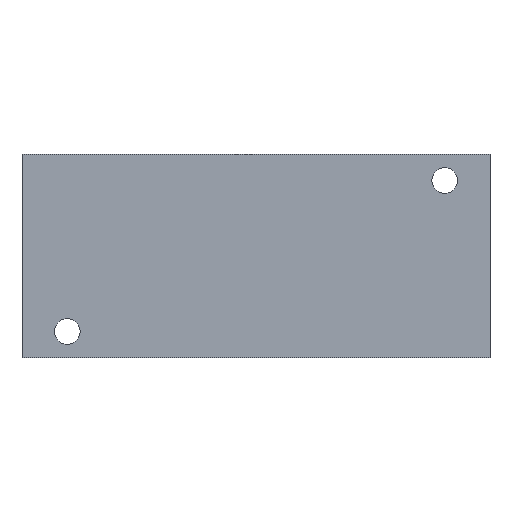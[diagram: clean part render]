
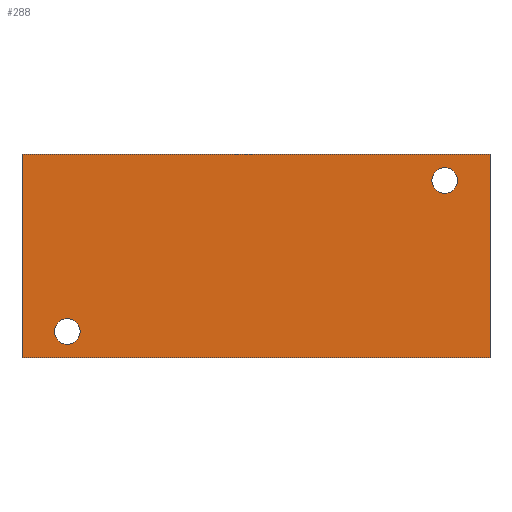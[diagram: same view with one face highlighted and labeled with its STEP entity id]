
A CAD part, front view. The second image highlights one B-rep face of the part: STEP entity #288.
In plain terms, the highlighted planar face has unit normal (0, -1, 0).
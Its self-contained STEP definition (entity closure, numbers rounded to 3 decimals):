
#4 = FACE_BOUND ( 'NONE', #86, .T. ) ;
#6 = ORIENTED_EDGE ( 'NONE', *, *, #218, .T. ) ;
#9 = CARTESIAN_POINT ( 'NONE',  ( 0., 0., 0. ) ) ;
#13 = CARTESIAN_POINT ( 'NONE',  ( 0., 0., -27. ) ) ;
#15 = CARTESIAN_POINT ( 'NONE',  ( 6., 0., -21.8 ) ) ;
#31 = VERTEX_POINT ( 'NONE', #88 ) ;
#35 = ORIENTED_EDGE ( 'NONE', *, *, #79, .T. ) ;
#38 = FACE_BOUND ( 'NONE', #84, .T. ) ;
#39 = ORIENTED_EDGE ( 'NONE', *, *, #214, .F. ) ;
#40 = DIRECTION ( 'NONE',  ( 0., 0., -1. ) ) ;
#51 = CARTESIAN_POINT ( 'NONE',  ( 0., 0., 0. ) ) ;
#55 = CARTESIAN_POINT ( 'NONE',  ( 56., 0., -5.2 ) ) ;
#57 = VECTOR ( 'NONE', #275, 1000. ) ;
#58 = CARTESIAN_POINT ( 'NONE',  ( 56., 0., -3.5 ) ) ;
#65 = CIRCLE ( 'NONE', #236, 1.7 ) ;
#68 = ORIENTED_EDGE ( 'NONE', *, *, #164, .F. ) ;
#79 = EDGE_CURVE ( 'NONE', #171, #143, #65, .T. ) ;
#84 = EDGE_LOOP ( 'NONE', ( #253, #35 ) ) ;
#85 = FACE_OUTER_BOUND ( 'NONE', #328, .T. ) ;
#86 = EDGE_LOOP ( 'NONE', ( #96, #6 ) ) ;
#88 = CARTESIAN_POINT ( 'NONE',  ( 0., 0., 0. ) ) ;
#96 = ORIENTED_EDGE ( 'NONE', *, *, #337, .T. ) ;
#98 = DIRECTION ( 'NONE',  ( 0., 1., 0. ) ) ;
#99 = EDGE_CURVE ( 'NONE', #143, #171, #336, .T. ) ;
#100 = DIRECTION ( 'NONE',  ( 0., 0., 1. ) ) ;
#103 = LINE ( 'NONE', #110, #239 ) ;
#104 = EDGE_CURVE ( 'NONE', #152, #31, #103, .T. ) ;
#106 = DIRECTION ( 'NONE',  ( 0., 0., 1. ) ) ;
#110 = CARTESIAN_POINT ( 'NONE',  ( 0., 0., 0. ) ) ;
#119 = CIRCLE ( 'NONE', #163, 1.7 ) ;
#120 = DIRECTION ( 'NONE',  ( -1., 0., 0. ) ) ;
#123 = LINE ( 'NONE', #51, #138 ) ;
#128 = VECTOR ( 'NONE', #120, 1000. ) ;
#129 = DIRECTION ( 'NONE',  ( 0., 0., 1. ) ) ;
#130 = DIRECTION ( 'NONE',  ( 0., 0., 1. ) ) ;
#138 = VECTOR ( 'NONE', #305, 1000. ) ;
#140 = VERTEX_POINT ( 'NONE', #184 ) ;
#143 = VERTEX_POINT ( 'NONE', #55 ) ;
#152 = VERTEX_POINT ( 'NONE', #159 ) ;
#157 = DIRECTION ( 'NONE',  ( 0., 1., 0. ) ) ;
#159 = CARTESIAN_POINT ( 'NONE',  ( 0., 0., -27. ) ) ;
#163 = AXIS2_PLACEMENT_3D ( 'NONE', #278, #98, #130 ) ;
#164 = EDGE_CURVE ( 'NONE', #31, #307, #123, .T. ) ;
#170 = AXIS2_PLACEMENT_3D ( 'NONE', #205, #157, #129 ) ;
#171 = VERTEX_POINT ( 'NONE', #179 ) ;
#178 = CARTESIAN_POINT ( 'NONE',  ( 56., 0., -3.5 ) ) ;
#179 = CARTESIAN_POINT ( 'NONE',  ( 56., 0., -1.8 ) ) ;
#184 = CARTESIAN_POINT ( 'NONE',  ( 6., 0., -25.2 ) ) ;
#198 = ORIENTED_EDGE ( 'NONE', *, *, #249, .F. ) ;
#201 = LINE ( 'NONE', #226, #57 ) ;
#205 = CARTESIAN_POINT ( 'NONE',  ( 6., 0., -23.5 ) ) ;
#210 = CARTESIAN_POINT ( 'NONE',  ( 62., 0., -27. ) ) ;
#214 = EDGE_CURVE ( 'NONE', #307, #258, #201, .T. ) ;
#218 = EDGE_CURVE ( 'NONE', #219, #140, #329, .T. ) ;
#219 = VERTEX_POINT ( 'NONE', #15 ) ;
#226 = CARTESIAN_POINT ( 'NONE',  ( 62., 0., 0. ) ) ;
#236 = AXIS2_PLACEMENT_3D ( 'NONE', #178, #345, #106 ) ;
#239 = VECTOR ( 'NONE', #300, 1000. ) ;
#246 = DIRECTION ( 'NONE',  ( 0., -1., 0. ) ) ;
#249 = EDGE_CURVE ( 'NONE', #258, #152, #251, .T. ) ;
#251 = LINE ( 'NONE', #13, #128 ) ;
#253 = ORIENTED_EDGE ( 'NONE', *, *, #99, .T. ) ;
#258 = VERTEX_POINT ( 'NONE', #210 ) ;
#259 = CARTESIAN_POINT ( 'NONE',  ( 62., 0., 0. ) ) ;
#261 = AXIS2_PLACEMENT_3D ( 'NONE', #9, #246, #40 ) ;
#267 = ORIENTED_EDGE ( 'NONE', *, *, #104, .F. ) ;
#275 = DIRECTION ( 'NONE',  ( 0., 0., -1. ) ) ;
#278 = CARTESIAN_POINT ( 'NONE',  ( 6., 0., -23.5 ) ) ;
#279 = AXIS2_PLACEMENT_3D ( 'NONE', #58, #342, #100 ) ;
#288 = ADVANCED_FACE ( 'NONE', ( #4, #85, #38 ), #296, .T. ) ;
#296 = PLANE ( 'NONE',  #261 ) ;
#300 = DIRECTION ( 'NONE',  ( 0., 0., 1. ) ) ;
#305 = DIRECTION ( 'NONE',  ( 1., 0., 0. ) ) ;
#307 = VERTEX_POINT ( 'NONE', #259 ) ;
#328 = EDGE_LOOP ( 'NONE', ( #267, #198, #39, #68 ) ) ;
#329 = CIRCLE ( 'NONE', #170, 1.7 ) ;
#336 = CIRCLE ( 'NONE', #279, 1.7 ) ;
#337 = EDGE_CURVE ( 'NONE', #140, #219, #119, .T. ) ;
#342 = DIRECTION ( 'NONE',  ( 0., 1., 0. ) ) ;
#345 = DIRECTION ( 'NONE',  ( 0., 1., 0. ) ) ;
